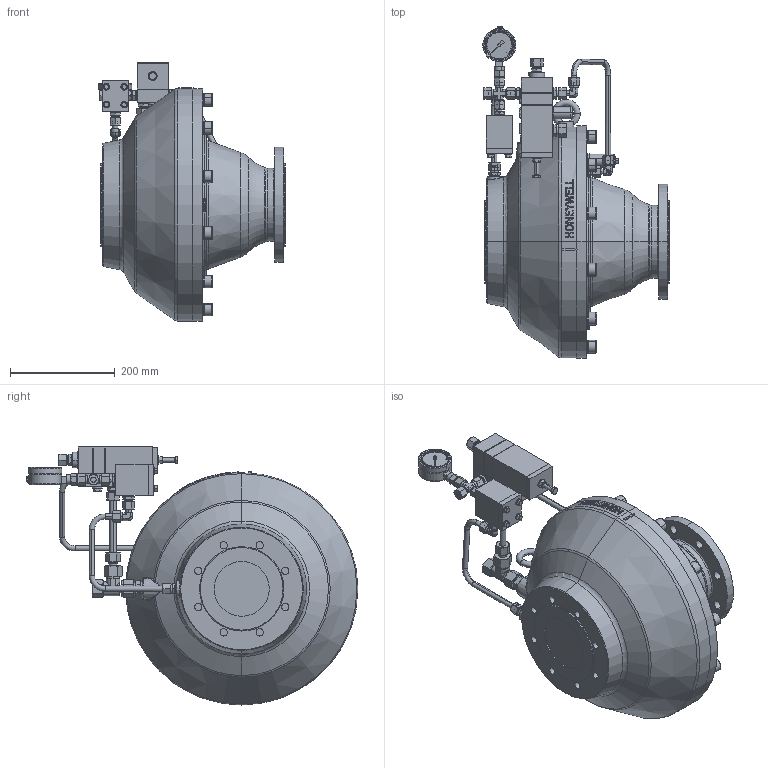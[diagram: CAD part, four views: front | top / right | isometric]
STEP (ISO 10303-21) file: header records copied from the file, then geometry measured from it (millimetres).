
FILE_DESCRIPTION (( 'STEP AP214' ), '1' );
FILE_NAME ('HON512_DN100-100_HON650-1_bzw_HON652-1_class150.STEP', '2019-07-31T05:02:29', ( '' ), ( '' ), 'SwSTEP 2.0', 'SolidWorks 2017', '' );
FILE_SCHEMA (( 'AUTOMOTIVE_DESIGN' ));
Length unit declared in the file: millimetre
Products named in the file (1): HON512_DN100-100_HON650-1_bzw_HON652-1_class150
Bounding box: 356.03 x 634.1 x 493.06 mm (x, y, z)
Volume: 27310644.9 mm3; surface area: 1358238.1 mm2
Topology: 85 solids, 85 shells, 3282 faces, 7508 edges, 4500 vertices
Faces by surface type: plane 1389, cone 803, cylinder 798, bspline 146, torus 138, sphere 8
Entity records: 107679 total; most frequent: CARTESIAN_POINT 33424, ORIENTED_EDGE 14936, DIRECTION 14676, EDGE_CURVE 7468, AXIS2_PLACEMENT_3D 5888, VERTEX_POINT 4500, EDGE_LOOP 3456, FACE_OUTER_BOUND 3282
